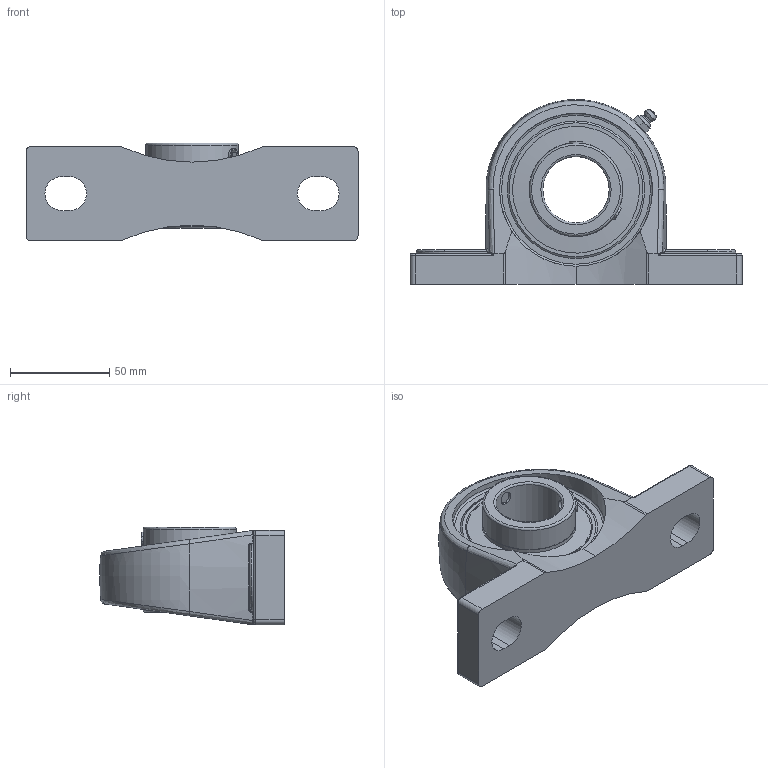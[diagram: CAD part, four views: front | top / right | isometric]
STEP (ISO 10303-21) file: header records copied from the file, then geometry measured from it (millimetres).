
FILE_DESCRIPTION(('HOOPS Exchange Step'),'2;1');
FILE_NAME('export-E2AE259A-875D-462E-A9CC-EF3113E045BB.stp','2019-12-13T14:26:29-08:00',('ibuslach'),('Alibre'),'HOOPS Exchange 2019.2','Alibre','Unknown authorisation');
FILE_SCHEMA( ('AP242_MANAGED_MODEL_BASED_3D_ENGINEERING_MIM_LF {1 0 10303 442 1 1 4 }') );
Length unit declared in the file: centimetre
Products named in the file (7): MRN SP 207; UCP ZERK 6mm; SUC 207-21 RACES; SUC 207 SHIELD; SUC 207 SS; MRN SUC 207-21; MRN SUCP 207-21
Assembly tree (8 placements, depth 3):
  MRN SUCP 207-21
    MRN SP 207
    UCP ZERK 6mm
    MRN SUC 207-21
      SUC 207-21 RACES
      SUC 207 SHIELD  x2
      SUC 207 SS  x2
Bounding box: 167 x 93 x 49.15 mm (x, y, z)
Volume: 222817.3 mm3; surface area: 68425.4 mm2
Topology: 8 solids, 8 shells, 212 faces, 555 edges, 353 vertices
Faces by surface type: cylinder 69, plane 65, torus 29, bspline 22, cone 18, sphere 9
Full cylindrical faces by diameter (mm): 1.505 x2, 6 x2, 6.782 x4, 33.338 x1, 46.736 x4, 47.244 x2, 62.23 x2, 63.805 x2, 76.912 x2
Entity records: 14802 total; most frequent: CARTESIAN_POINT 9852, DIRECTION 1023, ORIENTED_EDGE 1004, EDGE_CURVE 502, AXIS2_PLACEMENT_3D 427, VERTEX_POINT 322, EDGE_LOOP 218, FACE_BOUND 218
